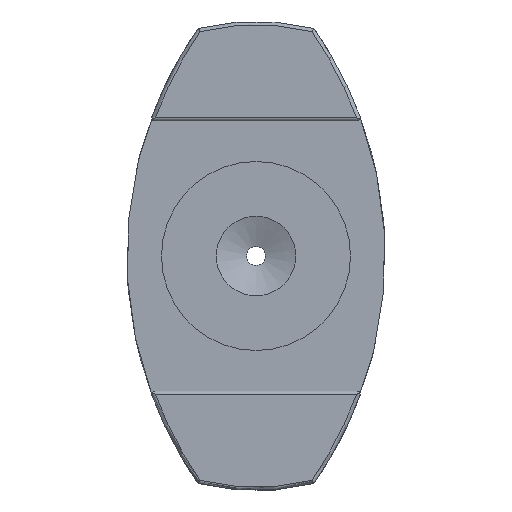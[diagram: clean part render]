
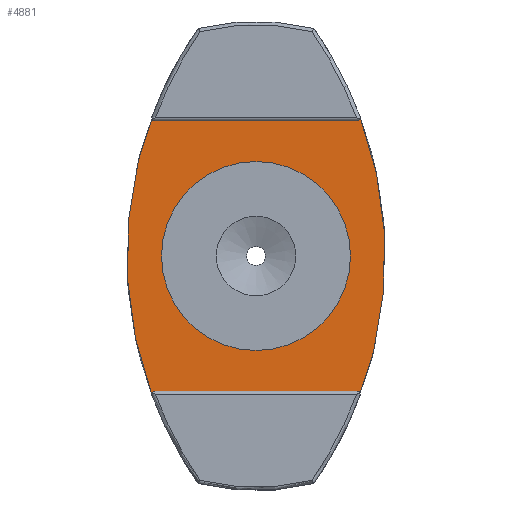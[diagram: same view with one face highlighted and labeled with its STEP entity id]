
A CAD part, left-side view. The second image highlights one B-rep face of the part: STEP entity #4881.
In plain terms, the highlighted planar face has unit normal (-1, 0, 0).
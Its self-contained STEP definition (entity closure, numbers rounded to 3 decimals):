
#447=LINE('',#7539,#903);
#455=LINE('',#7556,#911);
#457=LINE('',#7560,#913);
#465=LINE('',#7577,#921);
#903=VECTOR('',#5891,1000.);
#911=VECTOR('',#5901,1000.);
#913=VECTOR('',#5905,1000.);
#921=VECTOR('',#5915,1000.);
#1484=ORIENTED_EDGE('',*,*,#2943,.T.);
#1485=ORIENTED_EDGE('',*,*,#2928,.F.);
#1486=ORIENTED_EDGE('',*,*,#2944,.T.);
#1487=ORIENTED_EDGE('',*,*,#2876,.F.);
#1488=ORIENTED_EDGE('',*,*,#2945,.T.);
#1489=ORIENTED_EDGE('',*,*,#2920,.F.);
#1490=ORIENTED_EDGE('',*,*,#2946,.F.);
#1491=ORIENTED_EDGE('',*,*,#2938,.F.);
#1492=ORIENTED_EDGE('',*,*,#2947,.T.);
#1493=ORIENTED_EDGE('',*,*,#2886,.F.);
#1494=ORIENTED_EDGE('',*,*,#2948,.T.);
#1495=ORIENTED_EDGE('',*,*,#2930,.F.);
#1496=ORIENTED_EDGE('',*,*,#2949,.F.);
#2876=EDGE_CURVE('',#3613,#3614,#3919,.T.);
#2886=EDGE_CURVE('',#3623,#3624,#3923,.T.);
#2920=EDGE_CURVE('',#3653,#3654,#447,.T.);
#2928=EDGE_CURVE('',#3660,#3661,#455,.T.);
#2930=EDGE_CURVE('',#3662,#3663,#457,.T.);
#2938=EDGE_CURVE('',#3669,#3670,#465,.T.);
#2943=EDGE_CURVE('',#3672,#3672,#3949,.T.);
#2944=EDGE_CURVE('',#3660,#3614,#3950,.T.);
#2945=EDGE_CURVE('',#3613,#3654,#3951,.T.);
#2946=EDGE_CURVE('',#3670,#3653,#3952,.T.);
#2947=EDGE_CURVE('',#3669,#3624,#3953,.T.);
#2948=EDGE_CURVE('',#3623,#3663,#3954,.T.);
#2949=EDGE_CURVE('',#3661,#3662,#3955,.T.);
#3613=VERTEX_POINT('',#7440);
#3614=VERTEX_POINT('',#7442);
#3623=VERTEX_POINT('',#7461);
#3624=VERTEX_POINT('',#7463);
#3653=VERTEX_POINT('',#7540);
#3654=VERTEX_POINT('',#7541);
#3660=VERTEX_POINT('',#7555);
#3661=VERTEX_POINT('',#7557);
#3662=VERTEX_POINT('',#7561);
#3663=VERTEX_POINT('',#7562);
#3669=VERTEX_POINT('',#7576);
#3670=VERTEX_POINT('',#7578);
#3672=VERTEX_POINT('',#7587);
#3919=CIRCLE('',#5207,34.);
#3923=CIRCLE('',#5213,34.);
#3949=CIRCLE('',#5259,8.05);
#3950=CIRCLE('',#5260,0.3);
#3951=CIRCLE('',#5261,0.3);
#3952=CIRCLE('',#5262,9.);
#3953=CIRCLE('',#5263,0.3);
#3954=CIRCLE('',#5264,0.3);
#3955=CIRCLE('',#5265,9.);
#4082=EDGE_LOOP('',(#1484));
#4083=EDGE_LOOP('',(#1485,#1486,#1487,#1488,#1489,#1490,#1491,#1492,#1493,
#1494,#1495,#1496));
#4408=FACE_BOUND('',#4082,.T.);
#4409=FACE_BOUND('',#4083,.T.);
#4704=PLANE('',#5258);
#4881=ADVANCED_FACE('',(#4408,#4409),#4704,.F.);
#5207=AXIS2_PLACEMENT_3D('',#7441,#5787,#5788);
#5213=AXIS2_PLACEMENT_3D('',#7462,#5804,#5805);
#5258=AXIS2_PLACEMENT_3D('',#7585,#5924,#5925);
#5259=AXIS2_PLACEMENT_3D('',#7586,#5926,#5927);
#5260=AXIS2_PLACEMENT_3D('',#7588,#5928,#5929);
#5261=AXIS2_PLACEMENT_3D('',#7589,#5930,#5931);
#5262=AXIS2_PLACEMENT_3D('',#7590,#5932,#5933);
#5263=AXIS2_PLACEMENT_3D('',#7591,#5934,#5935);
#5264=AXIS2_PLACEMENT_3D('',#7592,#5936,#5937);
#5265=AXIS2_PLACEMENT_3D('',#7593,#5938,#5939);
#5787=DIRECTION('',(1.,0.,0.));
#5788=DIRECTION('',(0.,1.,0.));
#5804=DIRECTION('',(1.,0.,0.));
#5805=DIRECTION('',(0.,1.,0.));
#5891=DIRECTION('',(0.,-1.,0.));
#5901=DIRECTION('',(0.,1.,0.));
#5905=DIRECTION('',(0.,1.,0.));
#5915=DIRECTION('',(0.,-1.,0.));
#5924=DIRECTION('',(1.,0.,0.));
#5925=DIRECTION('',(0.,1.,0.));
#5926=DIRECTION('',(1.,0.,0.));
#5927=DIRECTION('',(0.,0.,1.));
#5928=DIRECTION('',(1.,0.,0.));
#5929=DIRECTION('',(0.,1.,0.));
#5930=DIRECTION('',(1.,0.,0.));
#5931=DIRECTION('',(0.,1.,0.));
#5932=DIRECTION('',(1.,0.,0.));
#5933=DIRECTION('',(0.,1.,0.));
#5934=DIRECTION('',(1.,0.,0.));
#5935=DIRECTION('',(0.,1.,0.));
#5936=DIRECTION('',(1.,0.,0.));
#5937=DIRECTION('',(0.,1.,0.));
#5938=DIRECTION('',(1.,0.,0.));
#5939=DIRECTION('',(0.,1.,0.));
#7440=CARTESIAN_POINT('',(-4.,-8.848,11.905));
#7441=CARTESIAN_POINT('',(-4.,23.,0.));
#7442=CARTESIAN_POINT('',(-4.,-6.178,-17.454));
#7461=CARTESIAN_POINT('',(-4.,8.848,-11.905));
#7462=CARTESIAN_POINT('',(-4.,-23.,0.));
#7463=CARTESIAN_POINT('',(-4.,6.178,17.454));
#7539=CARTESIAN_POINT('',(-4.,-8.292,11.5));
#7540=CARTESIAN_POINT('',(-4.,-8.292,11.5));
#7541=CARTESIAN_POINT('',(-4.,-8.567,11.5));
#7555=CARTESIAN_POINT('',(-4.,-5.921,-17.));
#7556=CARTESIAN_POINT('',(-4.,0.,-17.));
#7557=CARTESIAN_POINT('',(-4.,0.,-17.));
#7560=CARTESIAN_POINT('',(-4.,8.292,-11.5));
#7561=CARTESIAN_POINT('',(-4.,8.292,-11.5));
#7562=CARTESIAN_POINT('',(-4.,8.567,-11.5));
#7576=CARTESIAN_POINT('',(-4.,5.921,17.));
#7577=CARTESIAN_POINT('',(-4.,0.,17.));
#7578=CARTESIAN_POINT('',(-4.,0.,17.));
#7585=CARTESIAN_POINT('',(-4.,0.,-8.));
#7586=CARTESIAN_POINT('',(-4.,0.,0.));
#7587=CARTESIAN_POINT('',(-4.,0.,8.05));
#7588=CARTESIAN_POINT('',(-4.,-5.921,-17.3));
#7589=CARTESIAN_POINT('',(-4.,-8.567,11.8));
#7590=CARTESIAN_POINT('',(-4.,0.,8.));
#7591=CARTESIAN_POINT('',(-4.,5.921,17.3));
#7592=CARTESIAN_POINT('',(-4.,8.567,-11.8));
#7593=CARTESIAN_POINT('',(-4.,0.,-8.));
